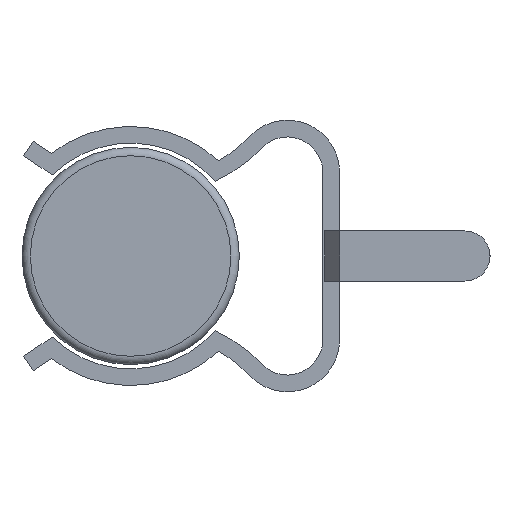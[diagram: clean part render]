
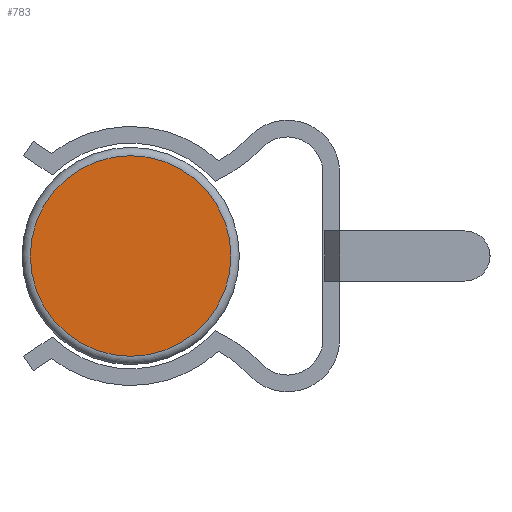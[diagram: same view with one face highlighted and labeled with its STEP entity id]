
A CAD part, left-side view. The second image highlights one B-rep face of the part: STEP entity #783.
In plain terms, the highlighted planar face has unit normal (-1, 0, 0).
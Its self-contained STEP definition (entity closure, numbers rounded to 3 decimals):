
#208=FACE_OUTER_BOUND('',#255,.T.);
#255=EDGE_LOOP('',(#549));
#300=CIRCLE('',#866,2.4);
#340=VERTEX_POINT('',#1230);
#418=EDGE_CURVE('',#340,#340,#300,.T.);
#549=ORIENTED_EDGE('',*,*,#418,.T.);
#751=PLANE('',#871);
#783=ADVANCED_FACE('',(#208),#751,.F.);
#866=AXIS2_PLACEMENT_3D('',#1231,#982,#983);
#871=AXIS2_PLACEMENT_3D('',#1239,#993,#994);
#982=DIRECTION('center_axis',(-1.,0.,0.));
#983=DIRECTION('ref_axis',(0.,0.,-1.));
#993=DIRECTION('center_axis',(1.,0.,0.));
#994=DIRECTION('ref_axis',(0.,0.,-1.));
#1230=CARTESIAN_POINT('',(-10.,0.,2.4));
#1231=CARTESIAN_POINT('Origin',(-10.,0.,0.));
#1239=CARTESIAN_POINT('Origin',(-10.,0.,0.));
